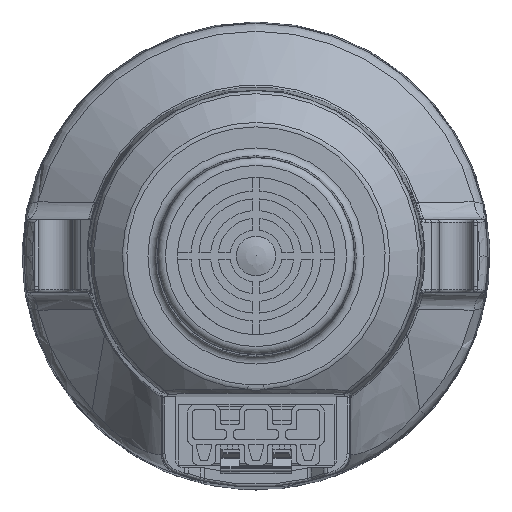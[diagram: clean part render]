
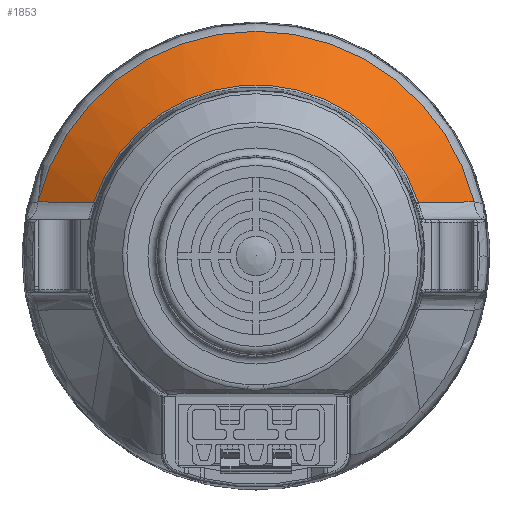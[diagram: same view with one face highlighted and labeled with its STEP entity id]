
A CAD part, front view. The second image highlights one B-rep face of the part: STEP entity #1853.
In plain terms, the highlighted conical face has half-angle 52.5 degrees and reference radius 38.047 mm.
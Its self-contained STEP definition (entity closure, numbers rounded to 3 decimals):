
#1853 = ADVANCED_FACE( '', ( #4181 ), #4182, .T. );
#4181 = FACE_OUTER_BOUND( '', #9277, .T. );
#4182 = CONICAL_SURFACE( '', #9278, 38.047, 0.916 );
#9277 = EDGE_LOOP( '', ( #17275, #17276, #17277, #17278 ) );
#9278 = AXIS2_PLACEMENT_3D( '', #17279, #17280, #17281 );
#17275 = ORIENTED_EDGE( '', *, *, #23524, .T. );
#17276 = ORIENTED_EDGE( '', *, *, #22252, .T. );
#17277 = ORIENTED_EDGE( '', *, *, #23504, .T. );
#17278 = ORIENTED_EDGE( '', *, *, #21445, .T. );
#17279 = CARTESIAN_POINT( '', ( 0., -36.444, 0. ) );
#17280 = DIRECTION( '', ( 0., 1., 0. ) );
#17281 = DIRECTION( '', ( 0., 0., -1. ) );
#21445 = EDGE_CURVE( '', #25120, #25118, #25121, .T. );
#22252 = EDGE_CURVE( '', #26466, #26464, #26467, .T. );
#23504 = EDGE_CURVE( '', #26464, #25120, #28365, .T. );
#23524 = EDGE_CURVE( '', #25118, #26466, #28389, .T. );
#25118 = VERTEX_POINT( '', #30723 );
#25120 = VERTEX_POINT( '', #30725 );
#25121 = CIRCLE( '', #30726, 32.887 );
#26464 = VERTEX_POINT( '', #33125 );
#26466 = VERTEX_POINT( '', #33143 );
#26467 = CIRCLE( '', #33144, 43.207 );
#28365 = B_SPLINE_CURVE_WITH_KNOTS( '', 3, ( #36656, #36657, #36658, #36659, #36660, #36661, #36662 ), .UNSPECIFIED., .F., .F., ( 4, 1, 1, 1, 4 ), ( 0., 0.258, 0.5, 0.759, 1. ), .UNSPECIFIED. );
#28389 = B_SPLINE_CURVE_WITH_KNOTS( '', 3, ( #36698, #36699, #36700, #36701, #36702, #36703, #36704, #36705 ), .UNSPECIFIED., .F., .F., ( 4, 1, 1, 1, 1, 4 ), ( 0., 0.159, 0.326, 0.5, 0.742, 1. ), .UNSPECIFIED. );
#30723 = CARTESIAN_POINT( '', ( 31.252, -40.403, 10.242 ) );
#30725 = CARTESIAN_POINT( '', ( -31.252, -40.403, 10.242 ) );
#30726 = AXIS2_PLACEMENT_3D( '', #39354, #39355, #39356 );
#33125 = CARTESIAN_POINT( '', ( -41.933, -32.484, 10.413 ) );
#33143 = CARTESIAN_POINT( '', ( 41.933, -32.484, 10.413 ) );
#33144 = AXIS2_PLACEMENT_3D( '', #40367, #40368, #40369 );
#36656 = CARTESIAN_POINT( '', ( -41.933, -32.484, 10.413 ) );
#36657 = CARTESIAN_POINT( '', ( -41.018, -33.168, 10.401 ) );
#36658 = CARTESIAN_POINT( '', ( -39.241, -34.494, 10.378 ) );
#36659 = CARTESIAN_POINT( '', ( -36.542, -36.5, 10.338 ) );
#36660 = CARTESIAN_POINT( '', ( -33.897, -38.457, 10.294 ) );
#36661 = CARTESIAN_POINT( '', ( -32.113, -39.769, 10.259 ) );
#36662 = CARTESIAN_POINT( '', ( -31.252, -40.403, 10.242 ) );
#36698 = CARTESIAN_POINT( '', ( 31.252, -40.403, 10.242 ) );
#36699 = CARTESIAN_POINT( '', ( 31.819, -39.986, 10.253 ) );
#36700 = CARTESIAN_POINT( '', ( 32.982, -39.131, 10.276 ) );
#36701 = CARTESIAN_POINT( '', ( 34.764, -37.816, 10.308 ) );
#36702 = CARTESIAN_POINT( '', ( 36.841, -36.277, 10.342 ) );
#36703 = CARTESIAN_POINT( '', ( 39.241, -34.494, 10.378 ) );
#36704 = CARTESIAN_POINT( '', ( 41.018, -33.168, 10.401 ) );
#36705 = CARTESIAN_POINT( '', ( 41.933, -32.484, 10.413 ) );
#39354 = CARTESIAN_POINT( '', ( 0., -40.403, 0. ) );
#39355 = DIRECTION( '', ( 0., 1., 0. ) );
#39356 = DIRECTION( '', ( -0.95, 0., 0.311 ) );
#40367 = CARTESIAN_POINT( '', ( 0., -32.484, 0. ) );
#40368 = DIRECTION( '', ( 0., -1., 0. ) );
#40369 = DIRECTION( '', ( 0., 0., 1. ) );
